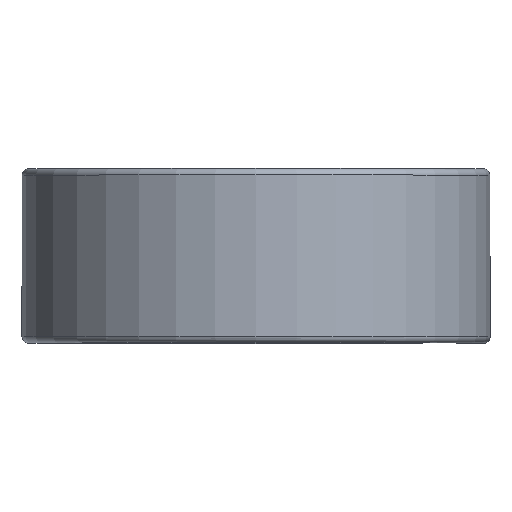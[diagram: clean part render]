
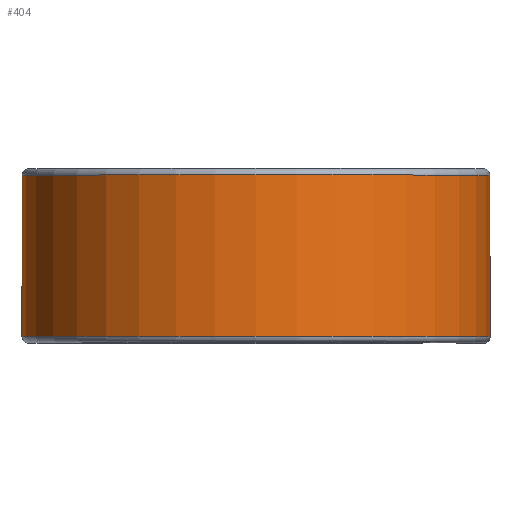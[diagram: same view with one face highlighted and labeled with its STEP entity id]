
A CAD part, top view. The second image highlights one B-rep face of the part: STEP entity #404.
In plain terms, the highlighted cylindrical face has radius 27.711 mm (diameter 55.423 mm), a partial arc.
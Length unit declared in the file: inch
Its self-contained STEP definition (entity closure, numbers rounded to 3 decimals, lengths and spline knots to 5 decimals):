
#54 = DIRECTION ( 'NONE',  ( 0., -1., 0. ) ) ;
#72 = CARTESIAN_POINT ( 'NONE',  ( 1.091, -0.37625, 0. ) ) ;
#120 = EDGE_CURVE ( 'NONE', #482, #2019, #1426, .T. ) ;
#151 = AXIS2_PLACEMENT_3D ( 'NONE', #1157, #54, #1344 ) ;
#208 = CARTESIAN_POINT ( 'NONE',  ( 0., 0.375, 0. ) ) ;
#258 = AXIS2_PLACEMENT_3D ( 'NONE', #208, #1906, #821 ) ;
#292 = ORIENTED_EDGE ( 'NONE', *, *, #1911, .F. ) ;
#308 = CARTESIAN_POINT ( 'NONE',  ( 1.091, 0.37625, 0. ) ) ;
#404 = ADVANCED_FACE ( 'NONE', ( #1821 ), #2102, .T. ) ;
#482 = VERTEX_POINT ( 'NONE', #72 ) ;
#703 = VECTOR ( 'NONE', #2237, 39.37008 ) ;
#713 = EDGE_LOOP ( 'NONE', ( #944, #2072, #292, #896 ) ) ;
#747 = CIRCLE ( 'NONE', #151, 1.091 ) ;
#799 = VERTEX_POINT ( 'NONE', #1039 ) ;
#821 = DIRECTION ( 'NONE',  ( 0., 0., -1. ) ) ;
#822 = VERTEX_POINT ( 'NONE', #308 ) ;
#861 = LINE ( 'NONE', #1144, #703 ) ;
#896 = ORIENTED_EDGE ( 'NONE', *, *, #120, .F. ) ;
#911 = AXIS2_PLACEMENT_3D ( 'NONE', #2360, #2169, #2337 ) ;
#933 = DIRECTION ( 'NONE',  ( 0., 1., 0. ) ) ;
#944 = ORIENTED_EDGE ( 'NONE', *, *, #1482, .T. ) ;
#1039 = CARTESIAN_POINT ( 'NONE',  ( 0., 0.37625, -1.091 ) ) ;
#1144 = CARTESIAN_POINT ( 'NONE',  ( 0., 0.37625, -1.091 ) ) ;
#1157 = CARTESIAN_POINT ( 'NONE',  ( 0., 0.37625, 0. ) ) ;
#1344 = DIRECTION ( 'NONE',  ( 0., 0., -1. ) ) ;
#1350 = CARTESIAN_POINT ( 'NONE',  ( 0., -0.37625, -1.091 ) ) ;
#1374 = VECTOR ( 'NONE', #933, 39.37008 ) ;
#1398 = LINE ( 'NONE', #2015, #1374 ) ;
#1426 = CIRCLE ( 'NONE', #911, 1.091 ) ;
#1482 = EDGE_CURVE ( 'NONE', #482, #822, #1398, .T. ) ;
#1821 = FACE_OUTER_BOUND ( 'NONE', #713, .T. ) ;
#1906 = DIRECTION ( 'NONE',  ( 0., -1., 0. ) ) ;
#1911 = EDGE_CURVE ( 'NONE', #2019, #799, #861, .T. ) ;
#1978 = EDGE_CURVE ( 'NONE', #822, #799, #747, .T. ) ;
#2015 = CARTESIAN_POINT ( 'NONE',  ( 1.091, 0.37625, 0. ) ) ;
#2019 = VERTEX_POINT ( 'NONE', #1350 ) ;
#2072 = ORIENTED_EDGE ( 'NONE', *, *, #1978, .T. ) ;
#2102 = CYLINDRICAL_SURFACE ( 'NONE', #258, 1.091 ) ;
#2169 = DIRECTION ( 'NONE',  ( 0., -1., 0. ) ) ;
#2237 = DIRECTION ( 'NONE',  ( 0., 1., 0. ) ) ;
#2337 = DIRECTION ( 'NONE',  ( 0., 0., -1. ) ) ;
#2360 = CARTESIAN_POINT ( 'NONE',  ( 0., -0.37625, 0. ) ) ;
